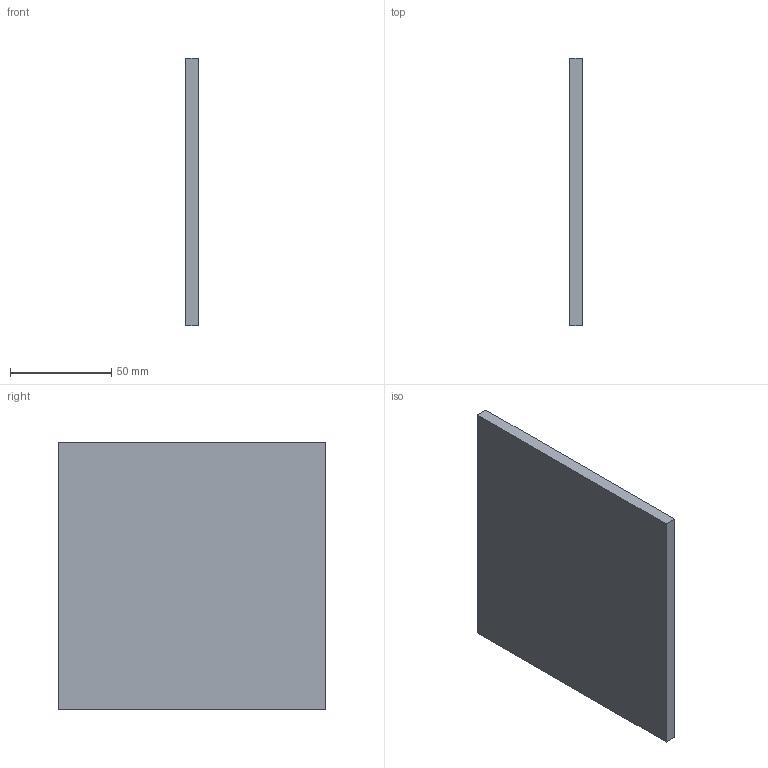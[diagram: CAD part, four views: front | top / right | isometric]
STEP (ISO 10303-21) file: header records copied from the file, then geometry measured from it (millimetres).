
FILE_DESCRIPTION(/* description */ (''),/* implementation_level */ '2;1');
FILE_NAME(/* name */ 'Bamboo 6x10x10cm Faccia Quadrata',/* time_stamp */ '2023-10-30T03:52:11+01:00',/* author */ (''),/* organization */ (''),/* preprocessor_version */ 'ST-DEVELOPER v18.1',/* originating_system */ '',/* authorisation */ '');
FILE_SCHEMA (('AUTOMOTIVE_DESIGN { 1 0 10303 214 3 1 1 }'));
Length unit declared in the file: millimetre
Bounding box: 6 x 132 x 132 mm (x, y, z)
Surface area: 38015.7 mm2 (no closed solid volume)
Topology: 0 solids, 6 shells, 6 faces, 24 edges, 24 vertices
Faces by surface type: bspline 6
Entity records: 294 total; most frequent: CARTESIAN_POINT 121, B_SPLINE_CURVE_WITH_KNOTS 24, VERTEX_POINT 24, EDGE_CURVE 24, ORIENTED_EDGE 24, STYLED_ITEM 6, FACE_OUTER_BOUND 6, EDGE_LOOP 6
